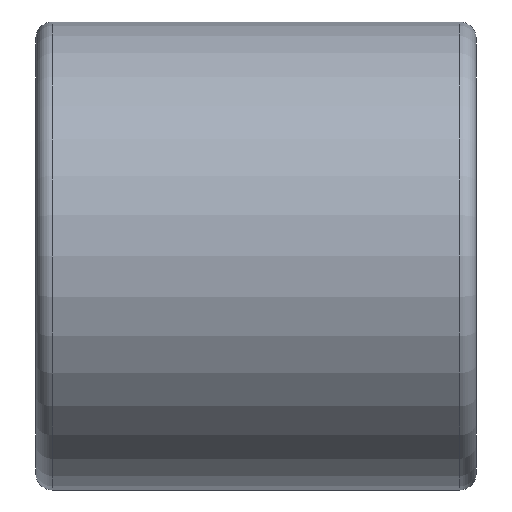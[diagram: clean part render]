
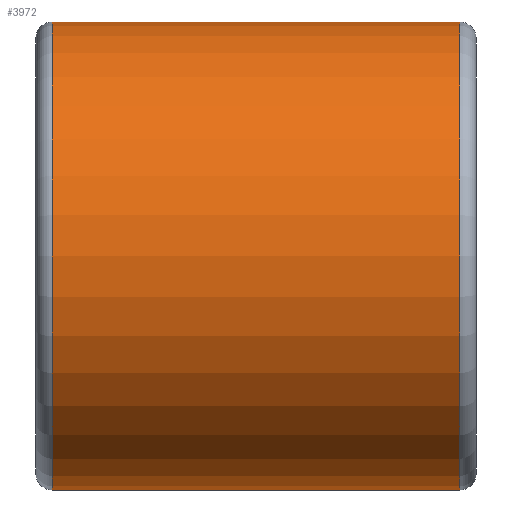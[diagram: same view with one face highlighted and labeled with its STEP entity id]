
A CAD part, front view. The second image highlights one B-rep face of the part: STEP entity #3972.
In plain terms, the highlighted cylindrical face has radius 42.5 mm (diameter 85 mm), a partial arc.
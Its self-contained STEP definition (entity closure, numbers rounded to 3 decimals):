
#187 = CARTESIAN_POINT ( 'NONE',  ( 3., 0., 42.5 ) ) ;
#347 = VECTOR ( 'NONE', #4025, 1000. ) ;
#506 = LINE ( 'NONE', #4197, #347 ) ;
#635 = DIRECTION ( 'NONE',  ( 1., 0., 0. ) ) ;
#750 = CIRCLE ( 'NONE', #6448, 42.5 ) ;
#982 = CARTESIAN_POINT ( 'NONE',  ( 77., 0., -42.5 ) ) ;
#1137 = CARTESIAN_POINT ( 'NONE',  ( 77., 0., 0. ) ) ;
#1332 = CARTESIAN_POINT ( 'NONE',  ( 77., 0., 42.5 ) ) ;
#1347 = AXIS2_PLACEMENT_3D ( 'NONE', #1137, #2096, #1650 ) ;
#1350 = AXIS2_PLACEMENT_3D ( 'NONE', #6191, #3413, #1853 ) ;
#1650 = DIRECTION ( 'NONE',  ( 0., 0., 1. ) ) ;
#1695 = LINE ( 'NONE', #5972, #5753 ) ;
#1781 = CARTESIAN_POINT ( 'NONE',  ( 3., 0., -42.5 ) ) ;
#1853 = DIRECTION ( 'NONE',  ( 0., 0., 1. ) ) ;
#2096 = DIRECTION ( 'NONE',  ( -1., 0., 0. ) ) ;
#2127 = FACE_OUTER_BOUND ( 'NONE', #4845, .T. ) ;
#2839 = DIRECTION ( 'NONE',  ( -1., 0., 0. ) ) ;
#2941 = VERTEX_POINT ( 'NONE', #982 ) ;
#3038 = EDGE_CURVE ( 'NONE', #2941, #3701, #5633, .T. ) ;
#3386 = EDGE_CURVE ( 'NONE', #3701, #5872, #506, .T. ) ;
#3413 = DIRECTION ( 'NONE',  ( -1., 0., 0. ) ) ;
#3631 = VERTEX_POINT ( 'NONE', #1781 ) ;
#3701 = VERTEX_POINT ( 'NONE', #1332 ) ;
#3842 = CARTESIAN_POINT ( 'NONE',  ( 3., 0., 0. ) ) ;
#3972 = ADVANCED_FACE ( 'NONE', ( #2127 ), #5676, .T. ) ;
#4025 = DIRECTION ( 'NONE',  ( -1., 0., 0. ) ) ;
#4087 = ORIENTED_EDGE ( 'NONE', *, *, #4219, .F. ) ;
#4186 = EDGE_CURVE ( 'NONE', #5872, #3631, #750, .T. ) ;
#4197 = CARTESIAN_POINT ( 'NONE',  ( 0., 0., 42.5 ) ) ;
#4219 = EDGE_CURVE ( 'NONE', #2941, #3631, #1695, .T. ) ;
#4405 = DIRECTION ( 'NONE',  ( 0., 0., -1. ) ) ;
#4845 = EDGE_LOOP ( 'NONE', ( #4087, #5210, #4863, #5276 ) ) ;
#4863 = ORIENTED_EDGE ( 'NONE', *, *, #3386, .T. ) ;
#5210 = ORIENTED_EDGE ( 'NONE', *, *, #3038, .T. ) ;
#5276 = ORIENTED_EDGE ( 'NONE', *, *, #4186, .T. ) ;
#5633 = CIRCLE ( 'NONE', #1347, 42.5 ) ;
#5676 = CYLINDRICAL_SURFACE ( 'NONE', #1350, 42.5 ) ;
#5753 = VECTOR ( 'NONE', #2839, 1000. ) ;
#5872 = VERTEX_POINT ( 'NONE', #187 ) ;
#5972 = CARTESIAN_POINT ( 'NONE',  ( 0., 0., -42.5 ) ) ;
#6191 = CARTESIAN_POINT ( 'NONE',  ( 0., 0., 0. ) ) ;
#6448 = AXIS2_PLACEMENT_3D ( 'NONE', #3842, #635, #4405 ) ;
